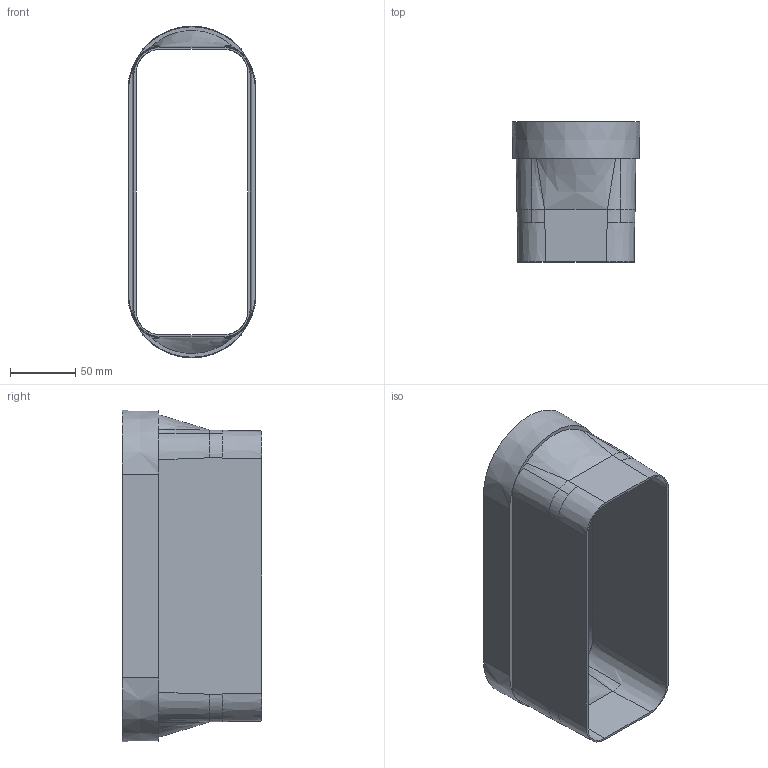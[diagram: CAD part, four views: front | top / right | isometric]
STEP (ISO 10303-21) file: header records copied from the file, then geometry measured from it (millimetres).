
FILE_DESCRIPTION(('STEP AP214'),'1');
FILE_NAME('4043035_V F-BA 150 Adapter.stp','2021-06-16T10:04:37',(' '),(' '),'Spatial InterOp 3D',' ',' ');
FILE_SCHEMA(('AUTOMOTIVE_DESIGN { 1 0 10303 214 1 1 1 1 }'));
Length unit declared in the file: millimetre
Products named in the file (1): 21974-01-ADAPTER-FLOW
Bounding box: 97.98 x 107 x 253.98 mm (x, y, z)
Volume: 135334.9 mm3; surface area: 131827.5 mm2
Topology: 1 solids, 1 shells, 68 faces, 194 edges, 130 vertices
Faces by surface type: cone 26, bspline 24, plane 18
Entity records: 3081 total; most frequent: CARTESIAN_POINT 1469, ORIENTED_EDGE 388, DIRECTION 242, EDGE_CURVE 194, VERTEX_POINT 130, AXIS2_PLACEMENT_3D 87, B_SPLINE_CURVE_WITH_KNOTS 84, EDGE_LOOP 72
